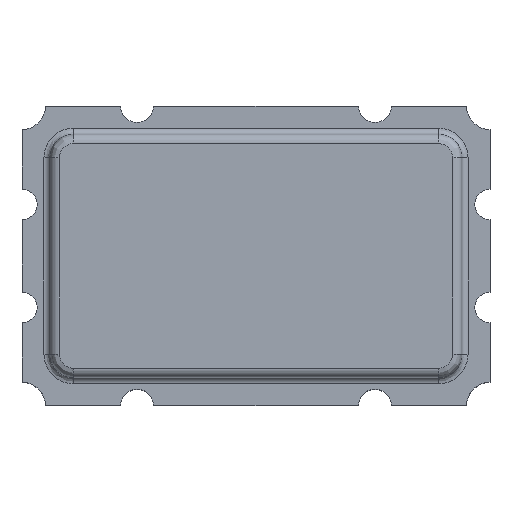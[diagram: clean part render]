
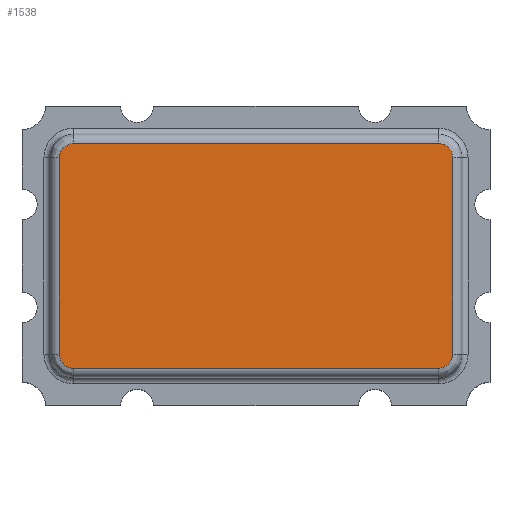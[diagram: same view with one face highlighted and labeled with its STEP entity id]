
A CAD part, top view. The second image highlights one B-rep face of the part: STEP entity #1538.
In plain terms, the highlighted planar face has unit normal (0, 0, 1).
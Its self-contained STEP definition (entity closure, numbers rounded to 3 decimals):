
#126 = CARTESIAN_POINT ( 'NONE',  ( 1.95, -1.2, 1.15 ) ) ;
#148 = VECTOR ( 'NONE', #1756, 1000. ) ;
#169 = CARTESIAN_POINT ( 'NONE',  ( 2.1, 1.05, 1.15 ) ) ;
#246 = VERTEX_POINT ( 'NONE', #2367 ) ;
#303 = EDGE_CURVE ( 'NONE', #1590, #602, #2481, .T. ) ;
#359 = CARTESIAN_POINT ( 'NONE',  ( 2.1, 1.138, 1.15 ) ) ;
#382 =( BOUNDED_CURVE ( )  B_SPLINE_CURVE ( 3, ( #844, #1102, #1540, #1830 ),
 .UNSPECIFIED., .F., .T. ) 
 B_SPLINE_CURVE_WITH_KNOTS ( ( 4, 4 ),
 ( 0., 1. ),
 .UNSPECIFIED. ) 
 CURVE ( )  GEOMETRIC_REPRESENTATION_ITEM ( )  RATIONAL_B_SPLINE_CURVE ( ( 1., 0.805, 0.805, 1. ) ) 
 REPRESENTATION_ITEM ( '' )  );
#406 =( BOUNDED_CURVE ( )  B_SPLINE_CURVE ( 3, ( #3131, #1138, #723, #1355 ),
 .UNSPECIFIED., .F., .T. ) 
 B_SPLINE_CURVE_WITH_KNOTS ( ( 4, 4 ),
 ( 0., 1. ),
 .UNSPECIFIED. ) 
 CURVE ( )  GEOMETRIC_REPRESENTATION_ITEM ( )  RATIONAL_B_SPLINE_CURVE ( ( 1., 0.805, 0.805, 1. ) ) 
 REPRESENTATION_ITEM ( '' )  );
#454 = EDGE_CURVE ( 'NONE', #2331, #2497, #3142, .T. ) ;
#492 = EDGE_CURVE ( 'NONE', #2497, #1740, #2784, .T. ) ;
#514 = VERTEX_POINT ( 'NONE', #1453 ) ;
#543 = ORIENTED_EDGE ( 'NONE', *, *, #2987, .F. ) ;
#551 = VECTOR ( 'NONE', #2361, 1000. ) ;
#569 = FACE_OUTER_BOUND ( 'NONE', #1451, .T. ) ;
#602 = VERTEX_POINT ( 'NONE', #2240 ) ;
#723 = CARTESIAN_POINT ( 'NONE',  ( -2.038, 1.2, 1.15 ) ) ;
#730 = EDGE_CURVE ( 'NONE', #514, #2239, #1389, .T. ) ;
#773 = ORIENTED_EDGE ( 'NONE', *, *, #454, .F. ) ;
#816 = CARTESIAN_POINT ( 'NONE',  ( -2.1, 1.05, 1.15 ) ) ;
#844 = CARTESIAN_POINT ( 'NONE',  ( 2.1, -1.05, 1.15 ) ) ;
#891 = CARTESIAN_POINT ( 'NONE',  ( 2.038, 1.2, 1.15 ) ) ;
#961 = VECTOR ( 'NONE', #1542, 1000. ) ;
#1102 = CARTESIAN_POINT ( 'NONE',  ( 2.1, -1.138, 1.15 ) ) ;
#1138 = CARTESIAN_POINT ( 'NONE',  ( -2.1, 1.138, 1.15 ) ) ;
#1166 = CARTESIAN_POINT ( 'NONE',  ( 2.1, 1.05, 1.15 ) ) ;
#1176 = ORIENTED_EDGE ( 'NONE', *, *, #303, .F. ) ;
#1355 = CARTESIAN_POINT ( 'NONE',  ( -1.95, 1.2, 1.15 ) ) ;
#1389 = LINE ( 'NONE', #1166, #148 ) ;
#1395 = ORIENTED_EDGE ( 'NONE', *, *, #2297, .F. ) ;
#1451 = EDGE_LOOP ( 'NONE', ( #2511, #773, #2590, #2535, #1496, #1176, #543, #1395 ) ) ;
#1453 = CARTESIAN_POINT ( 'NONE',  ( 2.1, 1.05, 1.15 ) ) ;
#1493 = CARTESIAN_POINT ( 'NONE',  ( -1.95, 1.2, 1.15 ) ) ;
#1496 = ORIENTED_EDGE ( 'NONE', *, *, #2365, .F. ) ;
#1538 = ADVANCED_FACE ( 'NONE', ( #569 ), #2260, .F. ) ;
#1540 = CARTESIAN_POINT ( 'NONE',  ( 2.038, -1.2, 1.15 ) ) ;
#1542 = DIRECTION ( 'NONE',  ( 1., 0., 0. ) ) ;
#1590 = VERTEX_POINT ( 'NONE', #1493 ) ;
#1603 =( BOUNDED_CURVE ( )  B_SPLINE_CURVE ( 3, ( #2822, #891, #359, #169 ),
 .UNSPECIFIED., .F., .T. ) 
 B_SPLINE_CURVE_WITH_KNOTS ( ( 4, 4 ),
 ( 0., 1. ),
 .UNSPECIFIED. ) 
 CURVE ( )  GEOMETRIC_REPRESENTATION_ITEM ( )  RATIONAL_B_SPLINE_CURVE ( ( 1., 0.805, 0.805, 1. ) ) 
 REPRESENTATION_ITEM ( '' )  );
#1627 = CARTESIAN_POINT ( 'NONE',  ( -2.1, -1.05, 1.15 ) ) ;
#1720 = VECTOR ( 'NONE', #1990, 1000. ) ;
#1740 = VERTEX_POINT ( 'NONE', #1627 ) ;
#1756 = DIRECTION ( 'NONE',  ( 0., -1., 0. ) ) ;
#1830 = CARTESIAN_POINT ( 'NONE',  ( 1.95, -1.2, 1.15 ) ) ;
#1974 = CARTESIAN_POINT ( 'NONE',  ( 2.1, -1.05, 1.15 ) ) ;
#1990 = DIRECTION ( 'NONE',  ( 0., 1., 0. ) ) ;
#2011 = DIRECTION ( 'NONE',  ( -1., 0., 0. ) ) ;
#2146 = CARTESIAN_POINT ( 'NONE',  ( -2.038, -1.2, 1.15 ) ) ;
#2239 = VERTEX_POINT ( 'NONE', #1974 ) ;
#2240 = CARTESIAN_POINT ( 'NONE',  ( 1.95, 1.2, 1.15 ) ) ;
#2260 = PLANE ( 'NONE',  #2687 ) ;
#2297 = EDGE_CURVE ( 'NONE', #1740, #246, #2991, .T. ) ;
#2331 = VERTEX_POINT ( 'NONE', #126 ) ;
#2361 = DIRECTION ( 'NONE',  ( -1., 0., 0. ) ) ;
#2365 = EDGE_CURVE ( 'NONE', #602, #514, #1603, .T. ) ;
#2367 = CARTESIAN_POINT ( 'NONE',  ( -2.1, 1.05, 1.15 ) ) ;
#2411 = CARTESIAN_POINT ( 'NONE',  ( 1.95, -1.2, 1.15 ) ) ;
#2442 = DIRECTION ( 'NONE',  ( 0., 0., -1. ) ) ;
#2481 = LINE ( 'NONE', #3001, #961 ) ;
#2497 = VERTEX_POINT ( 'NONE', #3104 ) ;
#2511 = ORIENTED_EDGE ( 'NONE', *, *, #492, .F. ) ;
#2535 = ORIENTED_EDGE ( 'NONE', *, *, #730, .F. ) ;
#2590 = ORIENTED_EDGE ( 'NONE', *, *, #2842, .F. ) ;
#2687 = AXIS2_PLACEMENT_3D ( 'NONE', #2989, #2442, #2011 ) ;
#2784 =( BOUNDED_CURVE ( )  B_SPLINE_CURVE ( 3, ( #2918, #2146, #2868, #2902 ),
 .UNSPECIFIED., .F., .T. ) 
 B_SPLINE_CURVE_WITH_KNOTS ( ( 4, 4 ),
 ( 0., 1. ),
 .UNSPECIFIED. ) 
 CURVE ( )  GEOMETRIC_REPRESENTATION_ITEM ( )  RATIONAL_B_SPLINE_CURVE ( ( 1., 0.805, 0.805, 1. ) ) 
 REPRESENTATION_ITEM ( '' )  );
#2822 = CARTESIAN_POINT ( 'NONE',  ( 1.95, 1.2, 1.15 ) ) ;
#2842 = EDGE_CURVE ( 'NONE', #2239, #2331, #382, .T. ) ;
#2868 = CARTESIAN_POINT ( 'NONE',  ( -2.1, -1.138, 1.15 ) ) ;
#2902 = CARTESIAN_POINT ( 'NONE',  ( -2.1, -1.05, 1.15 ) ) ;
#2918 = CARTESIAN_POINT ( 'NONE',  ( -1.95, -1.2, 1.15 ) ) ;
#2987 = EDGE_CURVE ( 'NONE', #246, #1590, #406, .T. ) ;
#2989 = CARTESIAN_POINT ( 'NONE',  ( 1.95, 1.05, 1.15 ) ) ;
#2991 = LINE ( 'NONE', #816, #1720 ) ;
#3001 = CARTESIAN_POINT ( 'NONE',  ( 1.95, 1.2, 1.15 ) ) ;
#3104 = CARTESIAN_POINT ( 'NONE',  ( -1.95, -1.2, 1.15 ) ) ;
#3131 = CARTESIAN_POINT ( 'NONE',  ( -2.1, 1.05, 1.15 ) ) ;
#3142 = LINE ( 'NONE', #2411, #551 ) ;
